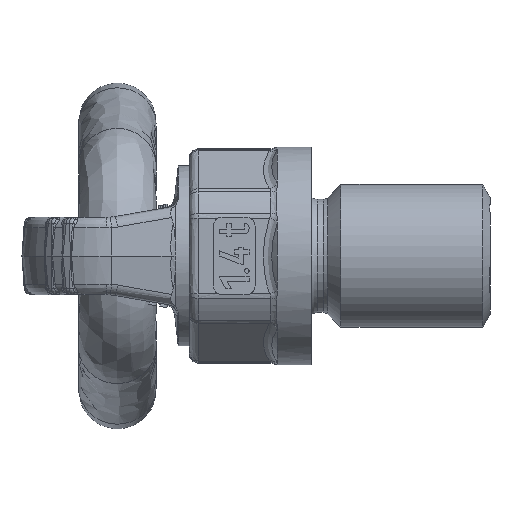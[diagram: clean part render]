
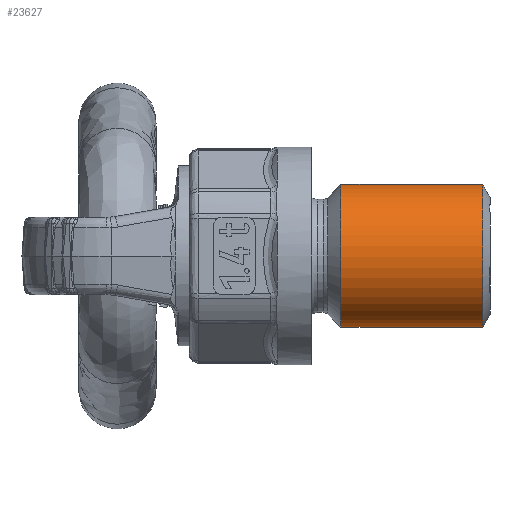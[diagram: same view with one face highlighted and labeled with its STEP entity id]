
A CAD part, front view. The second image highlights one B-rep face of the part: STEP entity #23627.
In plain terms, the highlighted free-form (B-spline) face has degree [2, 1] with [7, 2] control points.
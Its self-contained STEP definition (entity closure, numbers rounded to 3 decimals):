
#23549=CARTESIAN_POINT('V2183',(33.15,12.0,0.0));
#23550=VERTEX_POINT('V2183',#23549);
#23556=CARTESIAN_POINT('E1046',(33.15,12.0,0.0));
#23557=CARTESIAN_POINT('E1046',(33.15,12.0,
   20.785));
#23558=CARTESIAN_POINT('E1046',(33.15,-6.0,
   10.392));
#23559=CARTESIAN_POINT('E1046',(33.15,-24.0,
   0.));
#23560=CARTESIAN_POINT('E1046',(33.15,-6.0,
   -10.392));
#23561=CARTESIAN_POINT('E1046',(33.15,12.0,
   -20.785));
#23562=CARTESIAN_POINT('E1046',(33.15,12.0,0.0));
#23570=(BOUNDED_CURVE()B_SPLINE_CURVE(2,(#23556,#23557,#23558,
   #23559,#23560,#23561,#23562),.CIRCULAR_ARC.,.T.,.U.)
   B_SPLINE_CURVE_WITH_KNOTS((3,2,2,3),(0.0,14.636,
   29.272,43.908),.UNSPECIFIED.)CURVE()
   GEOMETRIC_REPRESENTATION_ITEM()RATIONAL_B_SPLINE_CURVE((1.0,
   0.5,1.0,0.5,1.0,0.5,1.0)
   )REPRESENTATION_ITEM('E1046'));
#23571=EDGE_CURVE('E1046',#23550,#23550,#23570,.T.);
#23577=CARTESIAN_POINT('F428',(9.4,12.0,0.0));
#23578=CARTESIAN_POINT('F428',(9.4,12.0,
   20.785));
#23579=CARTESIAN_POINT('F428',(9.4,-6.0,
   10.392));
#23580=CARTESIAN_POINT('F428',(9.4,-24.0,
   0.));
#23581=CARTESIAN_POINT('F428',(9.4,-6.0,
   -10.392));
#23582=CARTESIAN_POINT('F428',(9.4,12.0,
   -20.785));
#23583=CARTESIAN_POINT('F428',(9.4,12.0,0.0));
#23584=CARTESIAN_POINT('F428',(33.15,12.0,0.0));
#23585=CARTESIAN_POINT('F428',(33.15,12.0,
   20.785));
#23586=CARTESIAN_POINT('F428',(33.15,-6.0,
   10.392));
#23587=CARTESIAN_POINT('F428',(33.15,-24.0,
   0.));
#23588=CARTESIAN_POINT('F428',(33.15,-6.0,
   -10.392));
#23589=CARTESIAN_POINT('F428',(33.15,12.0,
   -20.785));
#23590=CARTESIAN_POINT('F428',(33.15,12.0,0.0));
#23598=(BOUNDED_SURFACE()B_SPLINE_SURFACE(2,1,((#23577,#23584),(
   #23578,#23585),(#23579,#23586),(#23580,#23587),(#23581,
   #23588),(#23582,#23589),(#23583,#23590)),.CYLINDRICAL_SURF.,
   .T.,.F.,.U.)B_SPLINE_SURFACE_WITH_KNOTS((3,2,2,3),(2,2),(0.0,
   1.75,3.501,5.251),(0.0,1.0),
   .UNSPECIFIED.)GEOMETRIC_REPRESENTATION_ITEM()
   RATIONAL_B_SPLINE_SURFACE(((1.0,1.0),(0.5,
   0.5),(1.0,1.0),(0.5,
   0.5),(1.0,1.0),(0.5,
   0.5),(1.0,1.0)))REPRESENTATION_ITEM('F428')
   SURFACE());
#23599=ORIENTED_EDGE('E1046',*,*,#23571,.F.);
#23600=CARTESIAN_POINT('V2184',(9.4,12.0,0.0));
#23601=VERTEX_POINT('V2184',#23600);
#23602=CARTESIAN_POINT('E1047',(33.15,12.0,0.0));
#23603=CARTESIAN_POINT('E1047',(9.4,12.0,0.0));
#23604=QUASI_UNIFORM_CURVE('E1047',1,(#23602,#23603),.POLYLINE_FORM.,
   .F.,.U.);
#23605=EDGE_CURVE('E1047',#23550,#23601,#23604,.T.);
#23606=ORIENTED_EDGE('E1047',*,*,#23605,.T.);
#23607=CARTESIAN_POINT('E1048',(9.4,12.0,0.0));
#23608=CARTESIAN_POINT('E1048',(9.4,12.0,
   20.785));
#23609=CARTESIAN_POINT('E1048',(9.4,-6.0,
   10.392));
#23610=CARTESIAN_POINT('E1048',(9.4,-24.0,
   0.));
#23611=CARTESIAN_POINT('E1048',(9.4,-6.0,
   -10.392));
#23612=CARTESIAN_POINT('E1048',(9.4,12.0,
   -20.785));
#23613=CARTESIAN_POINT('E1048',(9.4,12.0,0.0));
#23621=(BOUNDED_CURVE()B_SPLINE_CURVE(2,(#23607,#23608,#23609,
   #23610,#23611,#23612,#23613),.CIRCULAR_ARC.,.T.,.U.)
   B_SPLINE_CURVE_WITH_KNOTS((3,2,2,3),(0.0,1.75,
   3.501,5.251),.UNSPECIFIED.)CURVE()
   GEOMETRIC_REPRESENTATION_ITEM()RATIONAL_B_SPLINE_CURVE((1.0,
   0.5,1.0,0.5,1.0,0.5,1.0)
   )REPRESENTATION_ITEM('E1048'));
#23622=EDGE_CURVE('E1048',#23601,#23601,#23621,.T.);
#23623=ORIENTED_EDGE('E1048',*,*,#23622,.T.);
#23624=ORIENTED_EDGE('E1047',*,*,#23605,.F.);
#23625=EDGE_LOOP('F428',(#23599,#23606,#23623,#23624));
#23626=FACE_OUTER_BOUND('F428',#23625,.T.);
#23627=ADVANCED_FACE('F428',(#23626),#23598,.T.);
